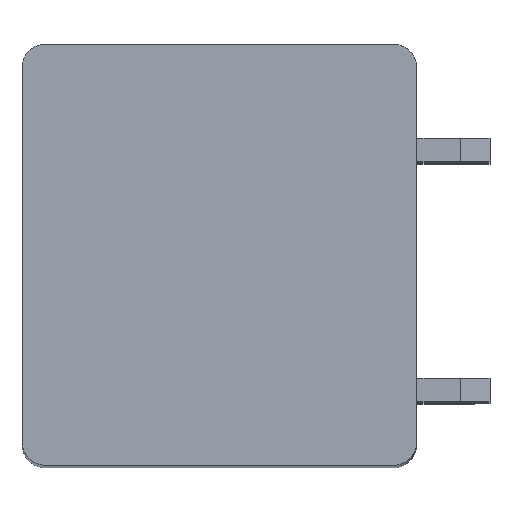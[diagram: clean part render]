
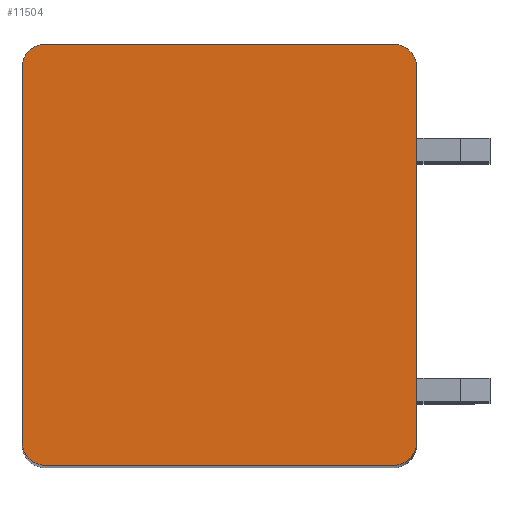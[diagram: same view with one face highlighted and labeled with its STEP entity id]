
A CAD part, top view. The second image highlights one B-rep face of the part: STEP entity #11504.
In plain terms, the highlighted planar face has unit normal (0, 0, 1).
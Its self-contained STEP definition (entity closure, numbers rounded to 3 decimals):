
#1257=CARTESIAN_POINT('',(-5.95,6.4,1.75));
#1258=DIRECTION('',(0.,0.,1.));
#1259=DIRECTION('',(0.,1.,0.));
#1260=AXIS2_PLACEMENT_3D('',#1257,#1258,#1259);
#1262=DIRECTION('',(-1.,0.,0.));
#1263=VECTOR('',#1262,11.9);
#1264=CARTESIAN_POINT('',(5.95,7.2,1.75));
#1265=LINE('',#1264,#1263);
#1266=CARTESIAN_POINT('',(5.95,6.4,1.75));
#1267=DIRECTION('',(0.,0.,1.));
#1268=DIRECTION('',(1.,0.,0.));
#1269=AXIS2_PLACEMENT_3D('',#1266,#1267,#1268);
#1271=DIRECTION('',(0.,1.,0.));
#1272=VECTOR('',#1271,12.8);
#1273=CARTESIAN_POINT('',(6.75,-6.4,1.75));
#1274=LINE('',#1273,#1272);
#1275=CARTESIAN_POINT('',(5.95,-6.4,1.75));
#1276=DIRECTION('',(0.,0.,1.));
#1277=DIRECTION('',(0.,-1.,0.));
#1278=AXIS2_PLACEMENT_3D('',#1275,#1276,#1277);
#1280=DIRECTION('',(1.,0.,0.));
#1281=VECTOR('',#1280,11.9);
#1282=CARTESIAN_POINT('',(-5.95,-7.2,1.75));
#1283=LINE('',#1282,#1281);
#1284=CARTESIAN_POINT('',(-5.95,-6.4,1.75));
#1285=DIRECTION('',(0.,0.,1.));
#1286=DIRECTION('',(-1.,0.,0.));
#1287=AXIS2_PLACEMENT_3D('',#1284,#1285,#1286);
#1289=DIRECTION('',(0.,-1.,0.));
#1290=VECTOR('',#1289,12.8);
#1291=CARTESIAN_POINT('',(-6.75,6.4,1.75));
#1292=LINE('',#1291,#1290);
#8645=CARTESIAN_POINT('',(-5.95,7.2,1.75));
#8646=VERTEX_POINT('',#8645);
#8647=CARTESIAN_POINT('',(-6.75,6.4,1.75));
#8648=VERTEX_POINT('',#8647);
#8653=CARTESIAN_POINT('',(6.75,6.4,1.75));
#8654=VERTEX_POINT('',#8653);
#8655=CARTESIAN_POINT('',(5.95,7.2,1.75));
#8656=VERTEX_POINT('',#8655);
#8661=CARTESIAN_POINT('',(-6.75,-6.4,1.75));
#8662=VERTEX_POINT('',#8661);
#8663=CARTESIAN_POINT('',(-5.95,-7.2,1.75));
#8664=VERTEX_POINT('',#8663);
#8669=CARTESIAN_POINT('',(5.95,-7.2,1.75));
#8670=VERTEX_POINT('',#8669);
#8671=CARTESIAN_POINT('',(6.75,-6.4,1.75));
#8672=VERTEX_POINT('',#8671);
#11489=CARTESIAN_POINT('',(0.,0.,1.75));
#11490=DIRECTION('',(0.,0.,1.));
#11491=DIRECTION('',(1.,0.,0.));
#11492=AXIS2_PLACEMENT_3D('',#11489,#11490,#11491);
#11493=PLANE('',#11492);
#11494=ORIENTED_EDGE('',*,*,#10713,.F.);
#11495=ORIENTED_EDGE('',*,*,#10729,.F.);
#11496=ORIENTED_EDGE('',*,*,#11134,.F.);
#11497=ORIENTED_EDGE('',*,*,#11149,.F.);
#11498=ORIENTED_EDGE('',*,*,#11442,.F.);
#11499=ORIENTED_EDGE('',*,*,#11455,.F.);
#11500=ORIENTED_EDGE('',*,*,#11470,.F.);
#11501=ORIENTED_EDGE('',*,*,#11482,.F.);
#11502=EDGE_LOOP('',(#11494,#11495,#11496,#11497,#11498,#11499,#11500,#11501));
#11503=FACE_OUTER_BOUND('',#11502,.F.);
#1261=CIRCLE('',#1260,0.8);
#1270=CIRCLE('',#1269,0.8);
#1279=CIRCLE('',#1278,0.8);
#1288=CIRCLE('',#1287,0.8);
#10713=EDGE_CURVE('',#8646,#8648,#1261,.T.);
#10729=EDGE_CURVE('',#8656,#8646,#1265,.T.);
#11134=EDGE_CURVE('',#8654,#8656,#1270,.T.);
#11149=EDGE_CURVE('',#8672,#8654,#1274,.T.);
#11442=EDGE_CURVE('',#8670,#8672,#1279,.T.);
#11455=EDGE_CURVE('',#8664,#8670,#1283,.T.);
#11470=EDGE_CURVE('',#8662,#8664,#1288,.T.);
#11482=EDGE_CURVE('',#8648,#8662,#1292,.T.);
#11504=ADVANCED_FACE('',(#11503),#11493,.T.);
